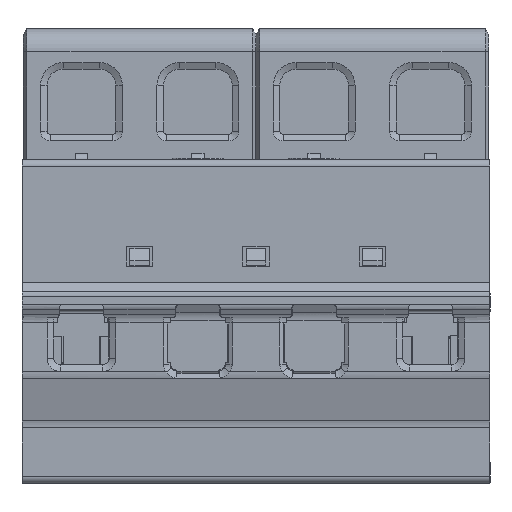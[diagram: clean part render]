
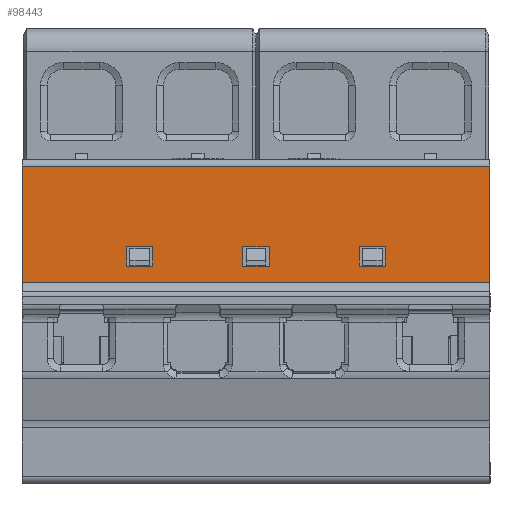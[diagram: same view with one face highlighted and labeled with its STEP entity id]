
A CAD part, left-side view. The second image highlights one B-rep face of the part: STEP entity #98443.
In plain terms, the highlighted planar face has unit normal (-1, 0, 0).
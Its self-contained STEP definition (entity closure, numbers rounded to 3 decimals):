
#11275=DIRECTION('',(0.,0.,1.));
#11276=VECTOR('',#11275,17.8);
#11277=CARTESIAN_POINT('',(0.,0.,25.2));
#11278=LINE('',#11277,#11276);
#14884=DIRECTION('',(0.,0.,1.));
#14885=VECTOR('',#14884,17.8);
#14886=CARTESIAN_POINT('',(0.,71.6,25.2));
#14887=LINE('',#14886,#14885);
#14888=DIRECTION('',(0.,0.,1.));
#14889=VECTOR('',#14888,3.);
#14890=CARTESIAN_POINT('',(0.,33.8,27.7));
#14891=LINE('',#14890,#14889);
#14892=DIRECTION('',(0.,1.,0.));
#14893=VECTOR('',#14892,4.);
#14894=CARTESIAN_POINT('',(0.,33.8,30.7));
#14895=LINE('',#14894,#14893);
#14896=DIRECTION('',(0.,0.,-1.));
#14897=VECTOR('',#14896,3.);
#14898=CARTESIAN_POINT('',(0.,37.8,30.7));
#14899=LINE('',#14898,#14897);
#14900=DIRECTION('',(0.,-1.,0.));
#14901=VECTOR('',#14900,4.);
#14902=CARTESIAN_POINT('',(0.,37.8,27.7));
#14903=LINE('',#14902,#14901);
#14904=DIRECTION('',(0.,1.,0.));
#14905=VECTOR('',#14904,4.);
#14906=CARTESIAN_POINT('',(0.,16.,30.7));
#14907=LINE('',#14906,#14905);
#14908=DIRECTION('',(0.,0.,-1.));
#14909=VECTOR('',#14908,3.);
#14910=CARTESIAN_POINT('',(0.,20.,30.7));
#14911=LINE('',#14910,#14909);
#14912=DIRECTION('',(0.,0.,-1.));
#14913=VECTOR('',#14912,3.);
#14914=CARTESIAN_POINT('',(0.,55.6,30.7));
#14915=LINE('',#14914,#14913);
#14916=DIRECTION('',(0.,-1.,0.));
#14917=VECTOR('',#14916,4.);
#14918=CARTESIAN_POINT('',(0.,55.6,27.7));
#14919=LINE('',#14918,#14917);
#14920=DIRECTION('',(0.,1.,0.));
#14921=VECTOR('',#14920,71.6);
#14922=CARTESIAN_POINT('',(0.,0.,43.));
#14923=LINE('',#14922,#14921);
#33353=DIRECTION('',(0.,1.,0.));
#33354=VECTOR('',#33353,4.);
#33355=CARTESIAN_POINT('',(0.,16.,27.7));
#33356=LINE('',#33355,#33354);
#33361=DIRECTION('',(0.,0.,-1.));
#33362=VECTOR('',#33361,3.);
#33363=CARTESIAN_POINT('',(0.,16.,30.7));
#33364=LINE('',#33363,#33362);
#45776=DIRECTION('',(0.,-1.,0.));
#45777=VECTOR('',#45776,4.);
#45778=CARTESIAN_POINT('',(0.,55.6,30.7));
#45779=LINE('',#45778,#45777);
#45792=DIRECTION('',(0.,0.,-1.));
#45793=VECTOR('',#45792,3.);
#45794=CARTESIAN_POINT('',(0.,51.6,30.7));
#45795=LINE('',#45794,#45793);
#45876=DIRECTION('',(0.,-1.,0.));
#45877=VECTOR('',#45876,71.6);
#45878=CARTESIAN_POINT('',(0.,71.6,25.2));
#45879=LINE('',#45878,#45877);
#61528=CARTESIAN_POINT('',(0.,0.,25.2));
#61529=VERTEX_POINT('',#61528);
#61530=CARTESIAN_POINT('',(0.,0.,43.));
#61531=VERTEX_POINT('',#61530);
#62605=CARTESIAN_POINT('',(0.,71.6,25.2));
#62606=CARTESIAN_POINT('',(0.,71.6,43.));
#62607=VERTEX_POINT('',#62605);
#62608=VERTEX_POINT('',#62606);
#63457=CARTESIAN_POINT('',(0.,33.8,27.7));
#63458=CARTESIAN_POINT('',(0.,33.8,30.7));
#63459=VERTEX_POINT('',#63457);
#63460=VERTEX_POINT('',#63458);
#63461=CARTESIAN_POINT('',(0.,37.8,30.7));
#63462=VERTEX_POINT('',#63461);
#63463=CARTESIAN_POINT('',(0.,37.8,27.7));
#63464=VERTEX_POINT('',#63463);
#63465=CARTESIAN_POINT('',(0.,16.,30.7));
#63466=CARTESIAN_POINT('',(0.,16.,27.7));
#63467=VERTEX_POINT('',#63465);
#63468=VERTEX_POINT('',#63466);
#63469=CARTESIAN_POINT('',(0.,20.,30.7));
#63470=VERTEX_POINT('',#63469);
#63471=CARTESIAN_POINT('',(0.,20.,27.7));
#63472=VERTEX_POINT('',#63471);
#63473=CARTESIAN_POINT('',(0.,55.6,30.7));
#63474=CARTESIAN_POINT('',(0.,55.6,27.7));
#63475=VERTEX_POINT('',#63473);
#63476=VERTEX_POINT('',#63474);
#63477=CARTESIAN_POINT('',(0.,51.6,27.7));
#63478=VERTEX_POINT('',#63477);
#63479=CARTESIAN_POINT('',(0.,51.6,30.7));
#63480=VERTEX_POINT('',#63479);
#98400=CARTESIAN_POINT('',(0.,35.8,-5.5));
#98401=DIRECTION('',(-1.,0.,0.));
#98402=DIRECTION('',(0.,0.,1.));
#98403=AXIS2_PLACEMENT_3D('',#98400,#98401,#98402);
#98404=PLANE('',#98403);
#98405=ORIENTED_EDGE('',*,*,#97493,.T.);
#98407=ORIENTED_EDGE('',*,*,#98406,.F.);
#98408=ORIENTED_EDGE('',*,*,#95840,.F.);
#98410=ORIENTED_EDGE('',*,*,#98409,.F.);
#98411=EDGE_LOOP('',(#98405,#98407,#98408,#98410));
#98412=FACE_OUTER_BOUND('',#98411,.F.);
#98414=ORIENTED_EDGE('',*,*,#98413,.T.);
#98416=ORIENTED_EDGE('',*,*,#98415,.T.);
#98418=ORIENTED_EDGE('',*,*,#98417,.T.);
#98420=ORIENTED_EDGE('',*,*,#98419,.T.);
#98421=EDGE_LOOP('',(#98414,#98416,#98418,#98420));
#98422=FACE_BOUND('',#98421,.F.);
#98424=ORIENTED_EDGE('',*,*,#98423,.F.);
#98426=ORIENTED_EDGE('',*,*,#98425,.T.);
#98428=ORIENTED_EDGE('',*,*,#98427,.T.);
#98430=ORIENTED_EDGE('',*,*,#98429,.F.);
#98431=EDGE_LOOP('',(#98424,#98426,#98428,#98430));
#98432=FACE_BOUND('',#98431,.F.);
#98434=ORIENTED_EDGE('',*,*,#98433,.T.);
#98436=ORIENTED_EDGE('',*,*,#98435,.T.);
#98438=ORIENTED_EDGE('',*,*,#98437,.F.);
#98440=ORIENTED_EDGE('',*,*,#98439,.F.);
#98441=EDGE_LOOP('',(#98434,#98436,#98438,#98440));
#98442=FACE_BOUND('',#98441,.F.);
#98443=ADVANCED_FACE('',(#98412,#98422,#98432,#98442),#98404,.T.);
#95840=EDGE_CURVE('',#61529,#61531,#11278,.T.);
#97493=EDGE_CURVE('',#62607,#62608,#14887,.T.);
#98406=EDGE_CURVE('',#61531,#62608,#14923,.T.);
#98409=EDGE_CURVE('',#62607,#61529,#45879,.T.);
#98413=EDGE_CURVE('',#63459,#63460,#14891,.T.);
#98415=EDGE_CURVE('',#63460,#63462,#14895,.T.);
#98417=EDGE_CURVE('',#63462,#63464,#14899,.T.);
#98419=EDGE_CURVE('',#63464,#63459,#14903,.T.);
#98423=EDGE_CURVE('',#63467,#63468,#33364,.T.);
#98425=EDGE_CURVE('',#63467,#63470,#14907,.T.);
#98427=EDGE_CURVE('',#63470,#63472,#14911,.T.);
#98429=EDGE_CURVE('',#63468,#63472,#33356,.T.);
#98433=EDGE_CURVE('',#63475,#63476,#14915,.T.);
#98435=EDGE_CURVE('',#63476,#63478,#14919,.T.);
#98437=EDGE_CURVE('',#63480,#63478,#45795,.T.);
#98439=EDGE_CURVE('',#63475,#63480,#45779,.T.);
